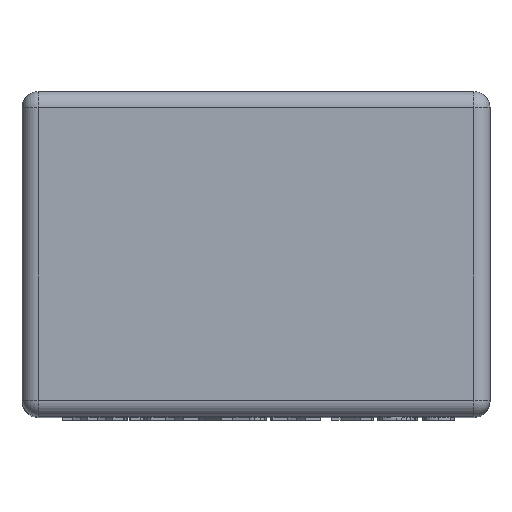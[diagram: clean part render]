
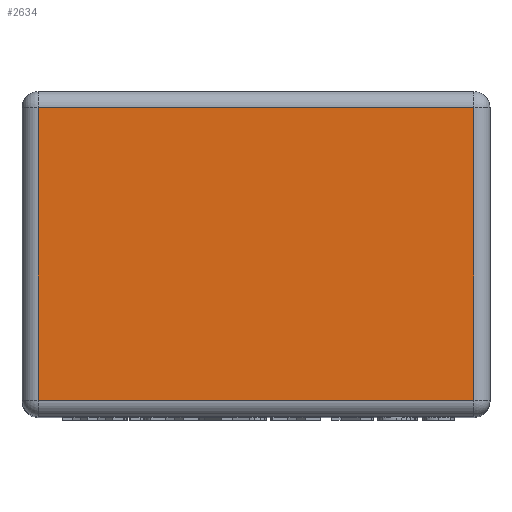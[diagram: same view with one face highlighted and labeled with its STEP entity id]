
A CAD part, top view. The second image highlights one B-rep face of the part: STEP entity #2634.
In plain terms, the highlighted planar face has unit normal (0, 0, 1).
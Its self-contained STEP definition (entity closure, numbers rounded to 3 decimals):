
#193 = VERTEX_POINT('',#194);
#194 = CARTESIAN_POINT('',(-3.35,2.25,10.));
#201 = EDGE_CURVE('',#193,#202,#204,.T.);
#202 = VERTEX_POINT('',#203);
#203 = CARTESIAN_POINT('',(-3.35,-2.25,10.));
#204 = LINE('',#205,#206);
#205 = CARTESIAN_POINT('',(-3.35,2.5,10.));
#206 = VECTOR('',#207,1.);
#207 = DIRECTION('',(0.,-1.,0.));
#2634 = ADVANCED_FACE('',(#2635),#2660,.T.);
#2635 = FACE_BOUND('',#2636,.T.);
#2636 = EDGE_LOOP('',(#2637,#2645,#2653,#2659));
#2637 = ORIENTED_EDGE('',*,*,#2638,.T.);
#2638 = EDGE_CURVE('',#202,#2639,#2641,.T.);
#2639 = VERTEX_POINT('',#2640);
#2640 = CARTESIAN_POINT('',(3.35,-2.25,10.));
#2641 = LINE('',#2642,#2643);
#2642 = CARTESIAN_POINT('',(-3.6,-2.25,10.));
#2643 = VECTOR('',#2644,1.);
#2644 = DIRECTION('',(1.,0.,0.));
#2645 = ORIENTED_EDGE('',*,*,#2646,.F.);
#2646 = EDGE_CURVE('',#2647,#2639,#2649,.T.);
#2647 = VERTEX_POINT('',#2648);
#2648 = CARTESIAN_POINT('',(3.35,2.25,10.));
#2649 = LINE('',#2650,#2651);
#2650 = CARTESIAN_POINT('',(3.35,2.5,10.));
#2651 = VECTOR('',#2652,1.);
#2652 = DIRECTION('',(0.,-1.,0.));
#2653 = ORIENTED_EDGE('',*,*,#2654,.F.);
#2654 = EDGE_CURVE('',#193,#2647,#2655,.T.);
#2655 = LINE('',#2656,#2657);
#2656 = CARTESIAN_POINT('',(-3.6,2.25,10.));
#2657 = VECTOR('',#2658,1.);
#2658 = DIRECTION('',(1.,0.,0.));
#2659 = ORIENTED_EDGE('',*,*,#201,.T.);
#2660 = PLANE('',#2661);
#2661 = AXIS2_PLACEMENT_3D('',#2662,#2663,#2664);
#2662 = CARTESIAN_POINT('',(-3.6,2.5,10.));
#2663 = DIRECTION('',(0.,0.,1.));
#2664 = DIRECTION('',(1.,0.,0.));
